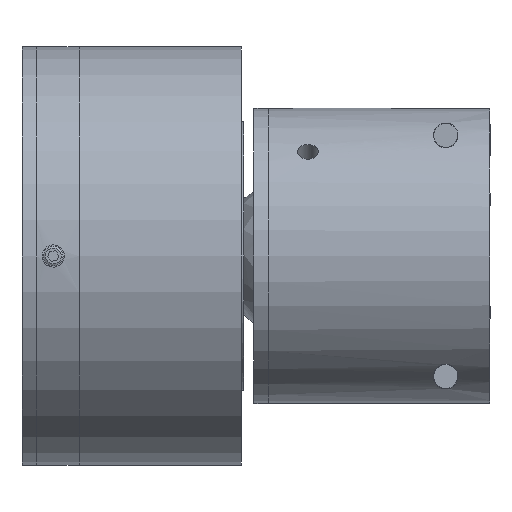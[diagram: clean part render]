
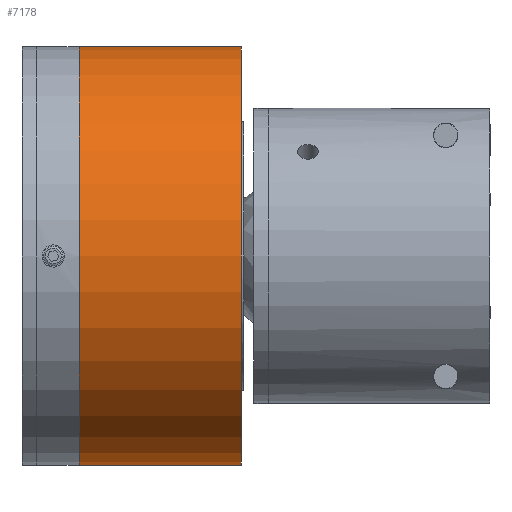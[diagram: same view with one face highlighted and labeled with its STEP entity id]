
A CAD part, front view. The second image highlights one B-rep face of the part: STEP entity #7178.
In plain terms, the highlighted cylindrical face has radius 42.5 mm (diameter 85 mm), a full revolution.
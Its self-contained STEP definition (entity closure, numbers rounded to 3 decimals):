
#256 = CARTESIAN_POINT ( 'NONE',  ( 32.5, 41.5, -9.165 ) ) ;
#447 = CARTESIAN_POINT ( 'NONE',  ( 8.5, 41.5, 9.165 ) ) ;
#2122 = ORIENTED_EDGE ( 'NONE', *, *, #20937, .T. ) ;
#2272 = VECTOR ( 'NONE', #3261, 1000. ) ;
#3261 = DIRECTION ( 'NONE',  ( -1., 0., 0. ) ) ;
#4085 = LINE ( 'NONE', #21735, #35959 ) ;
#4210 = VERTEX_POINT ( 'NONE', #31957 ) ;
#6925 = ORIENTED_EDGE ( 'NONE', *, *, #12156, .F. ) ;
#7178 = ADVANCED_FACE ( 'NONE', ( #24359, #10492, #7297 ), #36396, .T. ) ;
#7297 = FACE_OUTER_BOUND ( 'NONE', #30576, .T. ) ;
#7408 = DIRECTION ( 'NONE',  ( 0., 0., -1. ) ) ;
#7740 = AXIS2_PLACEMENT_3D ( 'NONE', #34599, #8682, #14294 ) ;
#7774 = DIRECTION ( 'NONE',  ( -1., 0., 0. ) ) ;
#8682 = DIRECTION ( 'NONE',  ( -1., 0., 0. ) ) ;
#9387 = AXIS2_PLACEMENT_3D ( 'NONE', #27387, #35834, #30397 ) ;
#10045 = DIRECTION ( 'NONE',  ( 1., 0., 0. ) ) ;
#10397 = CARTESIAN_POINT ( 'NONE',  ( 12.5, 0., 0. ) ) ;
#10492 = FACE_OUTER_BOUND ( 'NONE', #17554, .T. ) ;
#12079 = AXIS2_PLACEMENT_3D ( 'NONE', #10397, #7774, #24843 ) ;
#12156 = EDGE_CURVE ( 'NONE', #20627, #20627, #22340, .T. ) ;
#12169 = ORIENTED_EDGE ( 'NONE', *, *, #18681, .T. ) ;
#13068 = VERTEX_POINT ( 'NONE', #17329 ) ;
#13713 = CARTESIAN_POINT ( 'NONE',  ( 8.5, 0., 0. ) ) ;
#14147 = VERTEX_POINT ( 'NONE', #256 ) ;
#14294 = DIRECTION ( 'NONE',  ( 0., 0., 1. ) ) ;
#15554 = DIRECTION ( 'NONE',  ( 1., 0., 0. ) ) ;
#17329 = CARTESIAN_POINT ( 'NONE',  ( 32.5, 41.5, 9.165 ) ) ;
#17554 = EDGE_LOOP ( 'NONE', ( #6925 ) ) ;
#18681 = EDGE_CURVE ( 'NONE', #13068, #4210, #34840, .T. ) ;
#18728 = ORIENTED_EDGE ( 'NONE', *, *, #28336, .T. ) ;
#19694 = CIRCLE ( 'NONE', #7740, 42.5 ) ;
#19823 = VERTEX_POINT ( 'NONE', #20367 ) ;
#20367 = CARTESIAN_POINT ( 'NONE',  ( 41.5, 0., 42.5 ) ) ;
#20627 = VERTEX_POINT ( 'NONE', #29283 ) ;
#20937 = EDGE_CURVE ( 'NONE', #33750, #14147, #4085, .T. ) ;
#21735 = CARTESIAN_POINT ( 'NONE',  ( 8.5, 41.5, -9.165 ) ) ;
#21978 = DIRECTION ( 'NONE',  ( -1., 0., 0. ) ) ;
#22340 = CIRCLE ( 'NONE', #27136, 42.5 ) ;
#22842 = ORIENTED_EDGE ( 'NONE', *, *, #26438, .T. ) ;
#24359 = FACE_BOUND ( 'NONE', #27878, .T. ) ;
#24843 = DIRECTION ( 'NONE',  ( 0., -1., 0. ) ) ;
#25087 = CIRCLE ( 'NONE', #27491, 42.5 ) ;
#25332 = DIRECTION ( 'NONE',  ( 0., 0., 1. ) ) ;
#26179 = CARTESIAN_POINT ( 'NONE',  ( 12.5, 41.5, -9.165 ) ) ;
#26438 = EDGE_CURVE ( 'NONE', #14147, #13068, #25087, .T. ) ;
#27136 = AXIS2_PLACEMENT_3D ( 'NONE', #13713, #21978, #25332 ) ;
#27387 = CARTESIAN_POINT ( 'NONE',  ( 8.5, 0., 0. ) ) ;
#27491 = AXIS2_PLACEMENT_3D ( 'NONE', #27871, #10045, #7408 ) ;
#27871 = CARTESIAN_POINT ( 'NONE',  ( 32.5, 0., 0. ) ) ;
#27878 = EDGE_LOOP ( 'NONE', ( #22842, #12169, #32380, #2122 ) ) ;
#28336 = EDGE_CURVE ( 'NONE', #19823, #19823, #19694, .T. ) ;
#29283 = CARTESIAN_POINT ( 'NONE',  ( 8.5, 0., 42.5 ) ) ;
#30397 = DIRECTION ( 'NONE',  ( 0., 0., 1. ) ) ;
#30399 = EDGE_CURVE ( 'NONE', #4210, #33750, #36662, .T. ) ;
#30576 = EDGE_LOOP ( 'NONE', ( #18728 ) ) ;
#31957 = CARTESIAN_POINT ( 'NONE',  ( 12.5, 41.5, 9.165 ) ) ;
#32380 = ORIENTED_EDGE ( 'NONE', *, *, #30399, .T. ) ;
#33750 = VERTEX_POINT ( 'NONE', #26179 ) ;
#34599 = CARTESIAN_POINT ( 'NONE',  ( 41.5, 0., 0. ) ) ;
#34840 = LINE ( 'NONE', #447, #2272 ) ;
#35834 = DIRECTION ( 'NONE',  ( -1., 0., 0. ) ) ;
#35959 = VECTOR ( 'NONE', #15554, 1000. ) ;
#36396 = CYLINDRICAL_SURFACE ( 'NONE', #9387, 42.5 ) ;
#36662 = CIRCLE ( 'NONE', #12079, 42.5 ) ;
